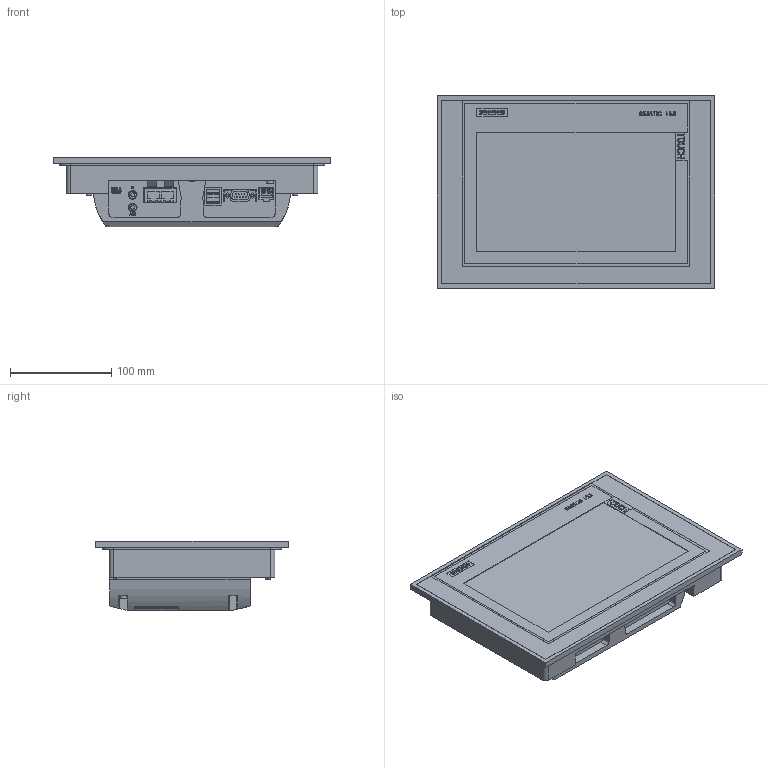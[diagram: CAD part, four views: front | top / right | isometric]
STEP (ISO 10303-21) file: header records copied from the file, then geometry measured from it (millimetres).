
FILE_DESCRIPTION(/* description */ (''),/* implementation_level */ '2;1');
FILE_NAME(/* name */ '6av21240jc010ax0_001_3d.stp',/* time_stamp */ '2011-03-01T17:23:48+01:00',/* author */ ('I. Payrits'),/* organization */ ('Siemens AG'),/* preprocessor_version */ 'ST-DEVELOPER v11',/* originating_system */ 'SIEMENS UGS NX 6.0',/* authorisation */ '');
FILE_SCHEMA (('AUTOMOTIVE_DESIGN { 1 0 10303 214 1 1 1 1 }'));
Products named in the file (5): A5E30321192A_001; A5E30291703A_001; A5E30291702A_001; A5E30291699A_001; A5E30291704A_001
Assembly tree (4 placements, depth 2):
  A5E30291704A_001
    A5E30291699A_001
    A5E30291702A_001
    A5E30291703A_001
    A5E30321192A_001
Bounding box: 274 x 190 x 68.8 mm (x, y, z)
Volume: 2213460.1 mm3; surface area: 278937.1 mm2
Topology: 265 solids, 265 shells, 2801 faces, 6687 edges, 4457 vertices
Faces by surface type: plane 2315, extrusion 280, cylinder 206
Full cylindrical faces by diameter (mm): 0.9 x9, 2.4 x2, 3 x2, 3.8 x2, 5.5 x5, 6 x3, 7 x3, 8.5 x2
Entity records: 94003 total; most frequent: CARTESIAN_POINT 27872, ORIENTED_EDGE 13242, DIRECTION 11758, EDGE_CURVE 6621, VECTOR 5850, LINE 5570, VERTEX_POINT 4457, EDGE_LOOP 3096
